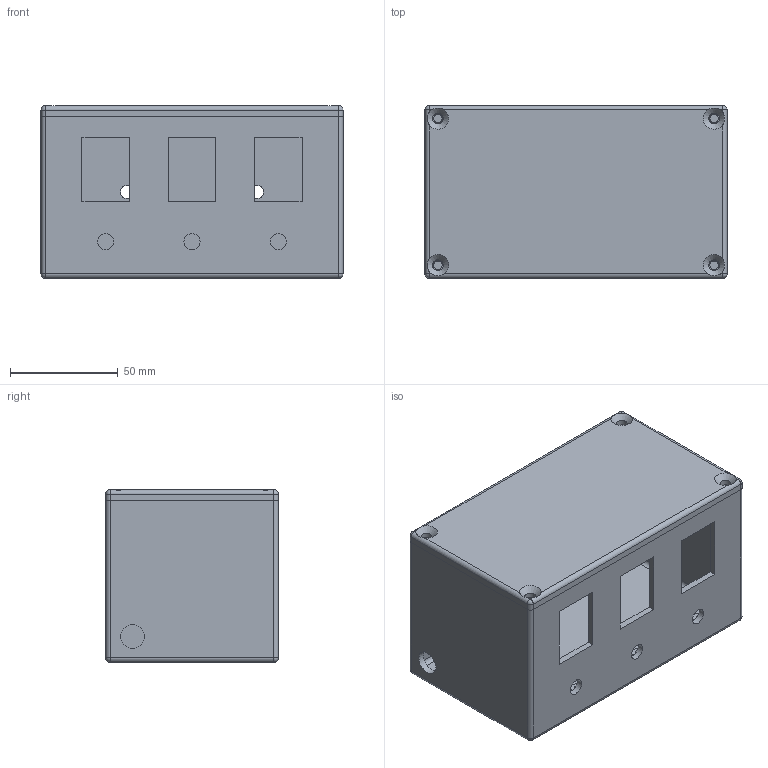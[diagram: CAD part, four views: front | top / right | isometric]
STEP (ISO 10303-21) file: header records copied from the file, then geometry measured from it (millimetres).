
FILE_DESCRIPTION(/* description */ (''),/* implementation_level */ '2;1');
FILE_NAME(/* name */ 'ButtonBox.step',/* time_stamp */ '2026-02-01T10:28:35-06:00',/* author */ (''),/* organization */ (''),/* preprocessor_version */ 'ST-DEVELOPER v20.1',/* originating_system */ 'Autodesk Translation Framework v14.24.0.0',/* authorisation */ '');
FILE_SCHEMA (('AUTOMOTIVE_DESIGN { 1 0 10303 214 3 1 1 }'));
Length unit declared in the file: millimetre
Products named in the file (2): ButtonBox; Case
Assembly tree (1 placements, depth 2):
  ButtonBox
    Case
Bounding box: 140 x 80 x 80 mm (x, y, z)
Volume: 161968.8 mm3; surface area: 111707.7 mm2
Topology: 2 solids, 2 shells, 239 faces, 575 edges, 350 vertices
Faces by surface type: plane 121, cylinder 102, sphere 12, cone 4
Full cylindrical faces by diameter (mm): 2 x6, 4 x4, 5 x4, 6 x6, 6.25 x2, 7.5 x3, 11 x1
Entity records: 7083 total; most frequent: CARTESIAN_POINT 1327, DIRECTION 1225, ORIENTED_EDGE 1150, EDGE_CURVE 575, AXIS2_PLACEMENT_3D 424, LINE 377, VECTOR 377, VERTEX_POINT 350
